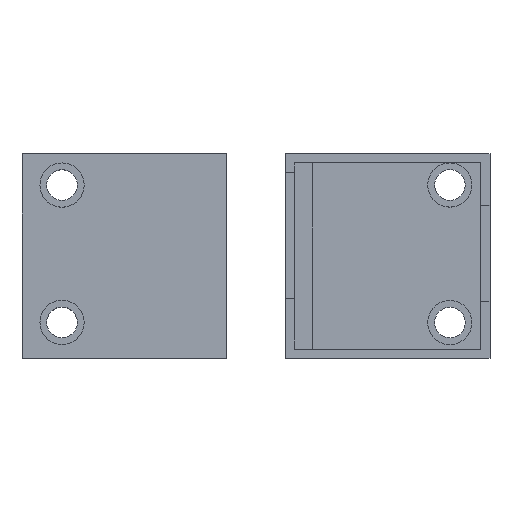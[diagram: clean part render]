
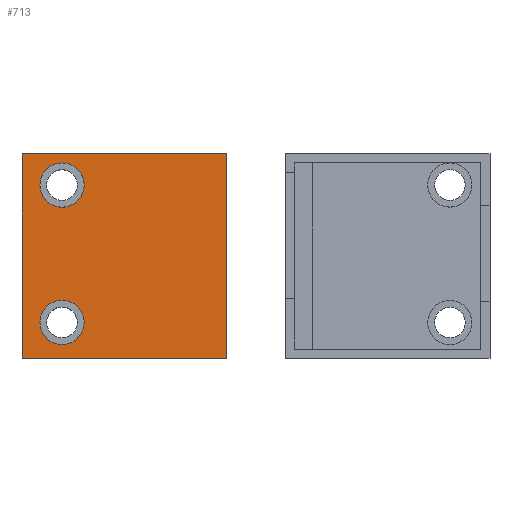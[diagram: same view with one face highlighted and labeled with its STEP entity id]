
A CAD part, top view. The second image highlights one B-rep face of the part: STEP entity #713.
In plain terms, the highlighted planar face has unit normal (0, 0, 1).
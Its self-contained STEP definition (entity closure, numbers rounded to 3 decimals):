
#26=FACE_BOUND('',#145,.T.);
#27=FACE_BOUND('',#146,.T.);
#57=PLANE('',#785);
#96=FACE_OUTER_BOUND('',#144,.T.);
#144=EDGE_LOOP('',(#660,#661,#662,#663));
#145=EDGE_LOOP('',(#664));
#146=EDGE_LOOP('',(#665));
#158=CIRCLE('',#768,2.45);
#161=CIRCLE('',#773,2.45);
#230=LINE('',#1153,#307);
#234=LINE('',#1161,#311);
#237=LINE('',#1167,#314);
#240=LINE('',#1172,#317);
#307=VECTOR('',#957,10.);
#311=VECTOR('',#963,10.);
#314=VECTOR('',#968,10.);
#317=VECTOR('',#973,10.);
#366=VERTEX_POINT('',#1127);
#369=VERTEX_POINT('',#1136);
#373=VERTEX_POINT('',#1151);
#374=VERTEX_POINT('',#1152);
#377=VERTEX_POINT('',#1160);
#379=VERTEX_POINT('',#1166);
#454=EDGE_CURVE('',#366,#366,#158,.T.);
#458=EDGE_CURVE('',#369,#369,#161,.T.);
#464=EDGE_CURVE('',#373,#374,#230,.T.);
#468=EDGE_CURVE('',#374,#377,#234,.T.);
#471=EDGE_CURVE('',#377,#379,#237,.T.);
#474=EDGE_CURVE('',#379,#373,#240,.T.);
#660=ORIENTED_EDGE('',*,*,#474,.T.);
#661=ORIENTED_EDGE('',*,*,#464,.T.);
#662=ORIENTED_EDGE('',*,*,#468,.T.);
#663=ORIENTED_EDGE('',*,*,#471,.T.);
#664=ORIENTED_EDGE('',*,*,#454,.T.);
#665=ORIENTED_EDGE('',*,*,#458,.T.);
#713=ADVANCED_FACE('',(#96,#26,#27),#57,.F.);
#768=AXIS2_PLACEMENT_3D('',#1129,#928,#929);
#773=AXIS2_PLACEMENT_3D('',#1138,#939,#940);
#785=AXIS2_PLACEMENT_3D('',#1175,#977,#978);
#928=DIRECTION('center_axis',(0.,0.,-1.));
#929=DIRECTION('ref_axis',(-1.,0.,0.));
#939=DIRECTION('center_axis',(0.,0.,-1.));
#940=DIRECTION('ref_axis',(-1.,0.,0.));
#957=DIRECTION('',(0.,1.,0.));
#963=DIRECTION('',(-1.,0.,0.));
#968=DIRECTION('',(0.,-1.,0.));
#973=DIRECTION('',(1.,0.,0.));
#977=DIRECTION('center_axis',(0.,0.,-1.));
#978=DIRECTION('ref_axis',(1.,0.,0.));
#1127=CARTESIAN_POINT('',(-33.669,7.857,1.5));
#1129=CARTESIAN_POINT('Origin',(-36.119,7.857,1.5));
#1136=CARTESIAN_POINT('',(-33.67,-7.364,1.5));
#1138=CARTESIAN_POINT('Origin',(-36.12,-7.364,1.5));
#1151=CARTESIAN_POINT('',(-17.906,-11.325,1.5));
#1152=CARTESIAN_POINT('',(-17.906,11.325,1.5));
#1153=CARTESIAN_POINT('',(-17.906,-11.275,1.5));
#1160=CARTESIAN_POINT('',(-40.556,11.325,1.5));
#1161=CARTESIAN_POINT('',(43.094,11.325,1.5));
#1166=CARTESIAN_POINT('',(-40.556,-11.325,1.5));
#1167=CARTESIAN_POINT('',(-40.556,-5.625,1.5));
#1172=CARTESIAN_POINT('',(37.444,-11.325,1.5));
#1175=CARTESIAN_POINT('Origin',(31.794,0.025,1.5));
